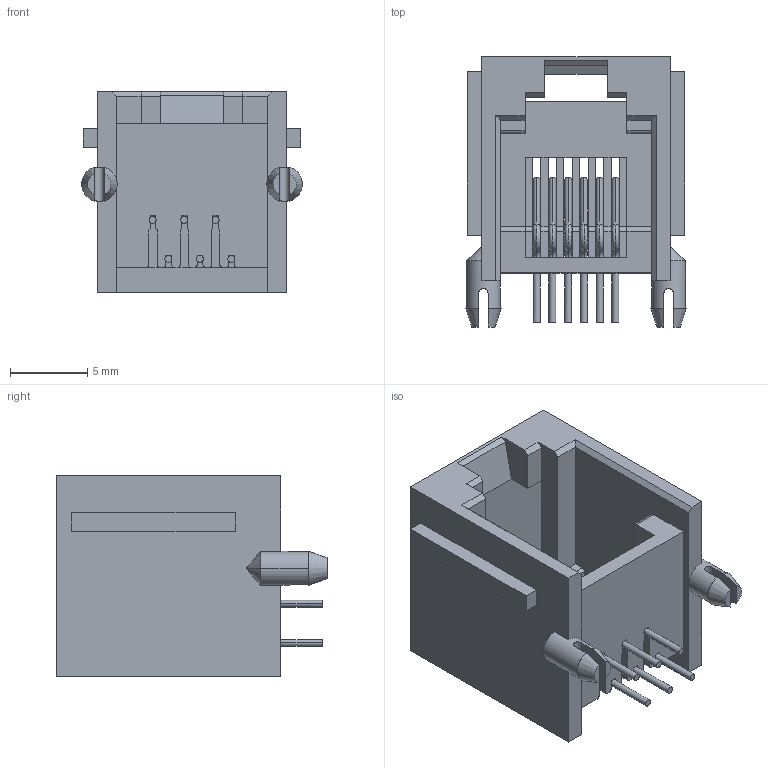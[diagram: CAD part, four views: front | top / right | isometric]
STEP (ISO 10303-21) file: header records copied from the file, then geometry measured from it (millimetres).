
FILE_DESCRIPTION (( 'STEP AP203' ), '1' );
FILE_NAME ('MJ3205-66-1-X-X_revA.STEP', '2013-10-07T11:07:53', ( '' ), ( '' ), 'SwSTEP 2.0', 'SolidWorks 2010', '' );
FILE_SCHEMA (( 'CONFIG_CONTROL_DESIGN' ));
Length unit declared in the file: millimetre
Products named in the file (4): TDUAN; 5266DANYOUER; TCHANG; MJ3205-66-1-X-X_revA
Assembly tree (3 placements, depth 2):
  MJ3205-66-1-X-X_revA
    TDUAN
    5266DANYOUER
    TCHANG
Bounding box: 14.29 x 17.5 x 13 mm (x, y, z)
Volume: 1039.5 mm3; surface area: 2075.3 mm2
Topology: 7 solids, 7 shells, 306 faces, 893 edges, 584 vertices
Faces by surface type: plane 198, cylinder 77, bspline 24, cone 7
Entity records: 10907 total; most frequent: CARTESIAN_POINT 2252, ORIENTED_EDGE 1786, DIRECTION 1701, EDGE_CURVE 893, VECTOR 631, LINE 631, VERTEX_POINT 584, AXIS2_PLACEMENT_3D 535
